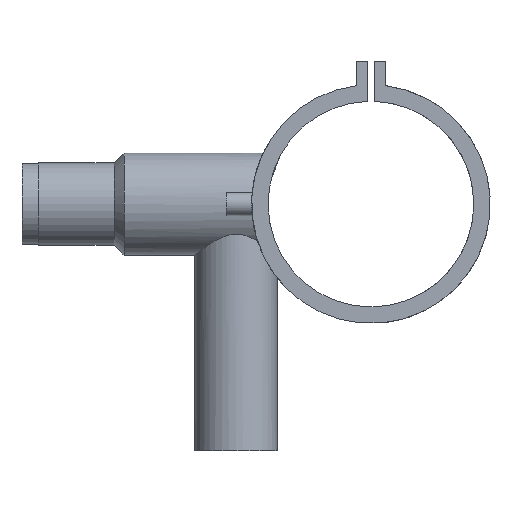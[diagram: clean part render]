
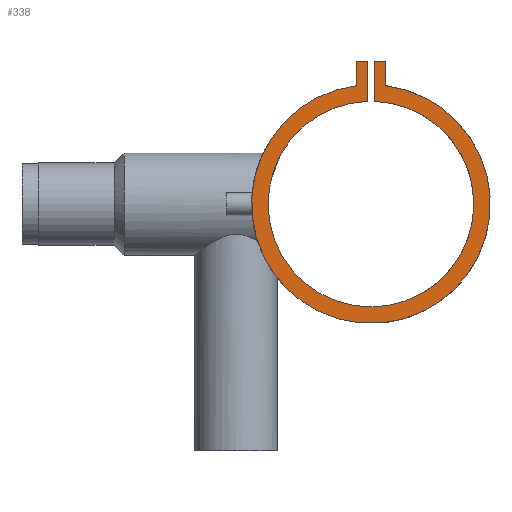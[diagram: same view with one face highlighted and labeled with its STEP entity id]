
A CAD part, left-side view. The second image highlights one B-rep face of the part: STEP entity #338.
In plain terms, the highlighted planar face has unit normal (-1, 0, 0).
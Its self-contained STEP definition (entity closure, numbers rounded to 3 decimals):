
#9 = ORIENTED_EDGE ( 'NONE', *, *, #1727, .F. ) ;
#35 = ORIENTED_EDGE ( 'NONE', *, *, #1780, .F. ) ;
#104 = VERTEX_POINT ( 'NONE', #1917 ) ;
#125 = CIRCLE ( 'NONE', #1570, 72.5 ) ;
#276 = VECTOR ( 'NONE', #586, 1000. ) ;
#279 = DIRECTION ( 'NONE',  ( 0., 0., 1. ) ) ;
#291 = CARTESIAN_POINT ( 'NONE',  ( -69., -2., 62.468 ) ) ;
#319 = DIRECTION ( 'NONE',  ( 0., 0., -1. ) ) ;
#338 = ADVANCED_FACE ( 'NONE', ( #2277 ), #513, .F. ) ;
#363 = CARTESIAN_POINT ( 'NONE',  ( -69., 2., 62.468 ) ) ;
#390 = CARTESIAN_POINT ( 'NONE',  ( -69., 9., 86.939 ) ) ;
#403 = CARTESIAN_POINT ( 'NONE',  ( -69., -2., 86.939 ) ) ;
#427 = VERTEX_POINT ( 'NONE', #2196 ) ;
#513 = PLANE ( 'NONE',  #1486 ) ;
#586 = DIRECTION ( 'NONE',  ( 0., 0., -1. ) ) ;
#611 = VERTEX_POINT ( 'NONE', #1426 ) ;
#668 = DIRECTION ( 'NONE',  ( 0., -1., 0. ) ) ;
#705 = AXIS2_PLACEMENT_3D ( 'NONE', #836, #1620, #2397 ) ;
#778 = DIRECTION ( 'NONE',  ( 0., 0., -1. ) ) ;
#836 = CARTESIAN_POINT ( 'NONE',  ( -69., 0., 0. ) ) ;
#865 = EDGE_CURVE ( 'NONE', #611, #1658, #1646, .T. ) ;
#964 = LINE ( 'NONE', #1748, #2024 ) ;
#996 = EDGE_CURVE ( 'NONE', #2366, #2193, #1820, .T. ) ;
#1064 = ORIENTED_EDGE ( 'NONE', *, *, #996, .F. ) ;
#1113 = EDGE_CURVE ( 'NONE', #1769, #104, #125, .T. ) ;
#1183 = DIRECTION ( 'NONE',  ( 0., -1., 0. ) ) ;
#1200 = DIRECTION ( 'NONE',  ( 0., 0., 1. ) ) ;
#1250 = EDGE_LOOP ( 'NONE', ( #1784, #35, #1430, #2136, #1064, #9, #1527, #2396 ) ) ;
#1267 = LINE ( 'NONE', #2045, #1493 ) ;
#1306 = CARTESIAN_POINT ( 'NONE',  ( -69., 0., 0. ) ) ;
#1426 = CARTESIAN_POINT ( 'NONE',  ( -69., -2., 86.939 ) ) ;
#1430 = ORIENTED_EDGE ( 'NONE', *, *, #865, .F. ) ;
#1486 = AXIS2_PLACEMENT_3D ( 'NONE', #1306, #2083, #319 ) ;
#1493 = VECTOR ( 'NONE', #279, 1000. ) ;
#1507 = CARTESIAN_POINT ( 'NONE',  ( -69., -9., 86.939 ) ) ;
#1527 = ORIENTED_EDGE ( 'NONE', *, *, #2029, .F. ) ;
#1568 = LINE ( 'NONE', #2347, #276 ) ;
#1570 = AXIS2_PLACEMENT_3D ( 'NONE', #1755, #2532, #778 ) ;
#1606 = EDGE_CURVE ( 'NONE', #104, #2159, #1267, .T. ) ;
#1620 = DIRECTION ( 'NONE',  ( -1., 0., 0. ) ) ;
#1646 = LINE ( 'NONE', #2425, #2062 ) ;
#1658 = VERTEX_POINT ( 'NONE', #1507 ) ;
#1678 = VECTOR ( 'NONE', #1200, 1000. ) ;
#1727 = EDGE_CURVE ( 'NONE', #427, #2366, #964, .T. ) ;
#1748 = CARTESIAN_POINT ( 'NONE',  ( -69., 2., 86.939 ) ) ;
#1755 = CARTESIAN_POINT ( 'NONE',  ( -69., 0., 0. ) ) ;
#1769 = VERTEX_POINT ( 'NONE', #1951 ) ;
#1780 = EDGE_CURVE ( 'NONE', #1658, #1769, #1568, .T. ) ;
#1784 = ORIENTED_EDGE ( 'NONE', *, *, #1113, .F. ) ;
#1820 = CIRCLE ( 'NONE', #705, 62.5 ) ;
#1917 = CARTESIAN_POINT ( 'NONE',  ( -69., 9., 71.939 ) ) ;
#1951 = CARTESIAN_POINT ( 'NONE',  ( -69., -9., 71.939 ) ) ;
#2024 = VECTOR ( 'NONE', #2525, 1000. ) ;
#2029 = EDGE_CURVE ( 'NONE', #2159, #427, #2155, .T. ) ;
#2044 = CARTESIAN_POINT ( 'NONE',  ( -69., 9., 86.939 ) ) ;
#2045 = CARTESIAN_POINT ( 'NONE',  ( -69., 9., 86.939 ) ) ;
#2062 = VECTOR ( 'NONE', #668, 1000. ) ;
#2072 = EDGE_CURVE ( 'NONE', #2193, #611, #2167, .T. ) ;
#2083 = DIRECTION ( 'NONE',  ( 1., 0., 0. ) ) ;
#2125 = VECTOR ( 'NONE', #1183, 1000. ) ;
#2136 = ORIENTED_EDGE ( 'NONE', *, *, #2072, .F. ) ;
#2155 = LINE ( 'NONE', #390, #2125 ) ;
#2159 = VERTEX_POINT ( 'NONE', #2044 ) ;
#2167 = LINE ( 'NONE', #403, #1678 ) ;
#2193 = VERTEX_POINT ( 'NONE', #291 ) ;
#2196 = CARTESIAN_POINT ( 'NONE',  ( -69., 2., 86.939 ) ) ;
#2277 = FACE_OUTER_BOUND ( 'NONE', #1250, .T. ) ;
#2347 = CARTESIAN_POINT ( 'NONE',  ( -69., -9., 86.939 ) ) ;
#2366 = VERTEX_POINT ( 'NONE', #363 ) ;
#2396 = ORIENTED_EDGE ( 'NONE', *, *, #1606, .F. ) ;
#2397 = DIRECTION ( 'NONE',  ( 0., 0., -1. ) ) ;
#2425 = CARTESIAN_POINT ( 'NONE',  ( -69., -2., 86.939 ) ) ;
#2525 = DIRECTION ( 'NONE',  ( 0., 0., -1. ) ) ;
#2532 = DIRECTION ( 'NONE',  ( 1., 0., 0. ) ) ;
